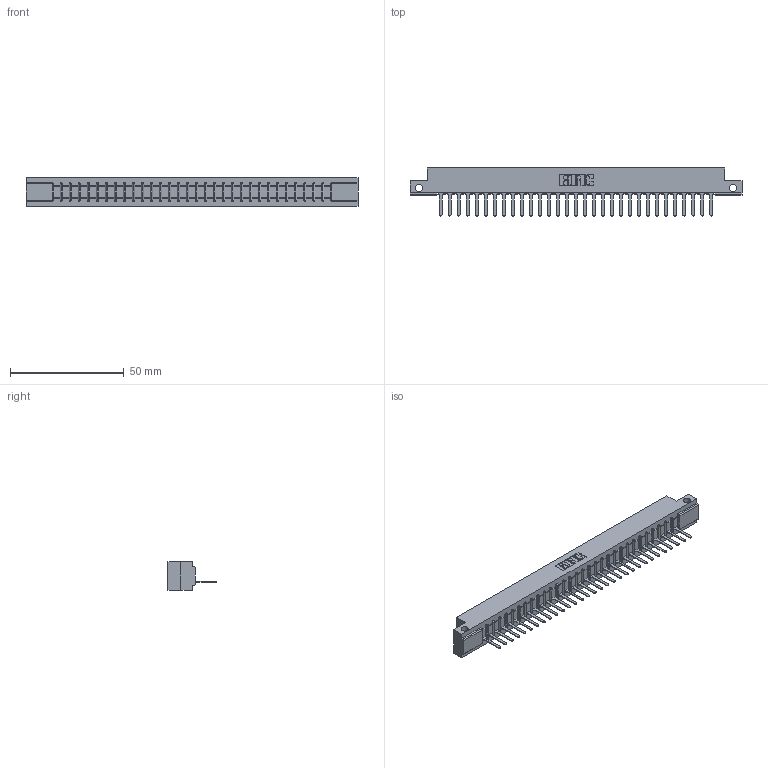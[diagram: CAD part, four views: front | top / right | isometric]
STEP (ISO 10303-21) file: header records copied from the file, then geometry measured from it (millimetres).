
FILE_DESCRIPTION (( 'STEP AP203' ), '1' );
FILE_NAME ('357-031-427-112.STEP', '2020-10-02T02:36:36', ( '' ), ( '' ), 'SwSTEP 2.0', 'SolidWorks 2020', '' );
FILE_SCHEMA (( 'CONFIG_CONTROL_DESIGN' ));
Length unit declared in the file: inch
Products named in the file (3): 307-290-001_527; 307 Part_.128 Dia Side Mounting Holes; 357-031-427-112
Assembly tree (32 placements, depth 2):
  357-031-427-112
    307 Part_.128 Dia Side Mounting Holes
    307-290-001_527  x31
Bounding box: 145.85 x 21.11 x 12.7 mm (x, y, z)
Volume: 14955.8 mm3; surface area: 15775.2 mm2
Topology: 32 solids, 32 shells, 1886 faces, 5345 edges, 3434 vertices
Faces by surface type: plane 1217, cylinder 605, sphere 64
Entity records: 27902 total; most frequent: CARTESIAN_POINT 4696, ORIENTED_EDGE 4682, DIRECTION 4573, EDGE_CURVE 2341, LINE 1791, VECTOR 1791, VERTEX_POINT 1514, AXIS2_PLACEMENT_3D 1391
